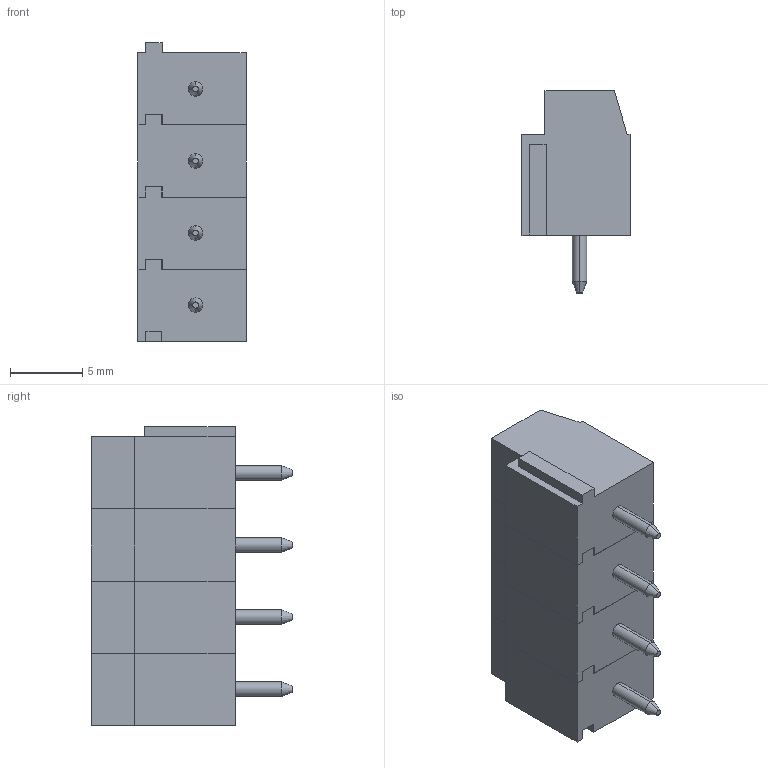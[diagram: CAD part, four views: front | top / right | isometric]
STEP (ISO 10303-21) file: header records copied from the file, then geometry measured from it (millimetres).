
FILE_DESCRIPTION (( 'STEP AP214' ), '1' );
FILE_NAME ('KRM04.STEP', '2015-04-06T09:50:33', ( '' ), ( '' ), 'SwSTEP 2.0', 'SolidWorks 2014', '' );
FILE_SCHEMA (( 'AUTOMOTIVE_DESIGN' ));
Length unit declared in the file: millimetre
Products named in the file (2): KRM04; krm_Single
Assembly tree (4 placements, depth 2):
  KRM04
    krm_Single  x4
Bounding box: 7.5 x 14 x 20.7 mm (x, y, z)
Volume: 1146.4 mm3; surface area: 1659 mm2
Topology: 4 solids, 4 shells, 180 faces, 476 edges, 312 vertices
Faces by surface type: plane 144, cylinder 20, cone 16
Entity records: 1915 total; most frequent: CARTESIAN_POINT 261, DIRECTION 239, ORIENTED_EDGE 238, EDGE_CURVE 119, LINE 95, VECTOR 95, VERTEX_POINT 78, AXIS2_PLACEMENT_3D 72
